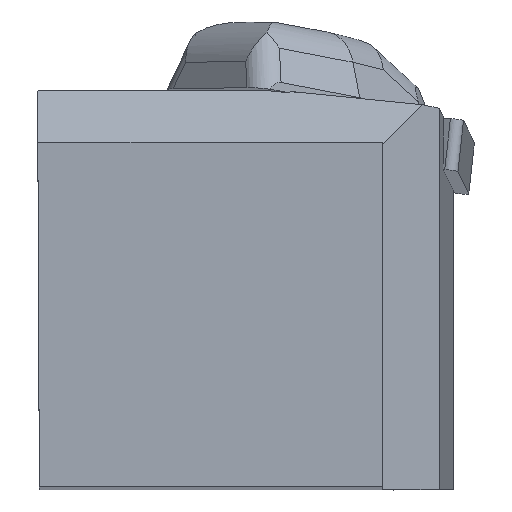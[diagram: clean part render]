
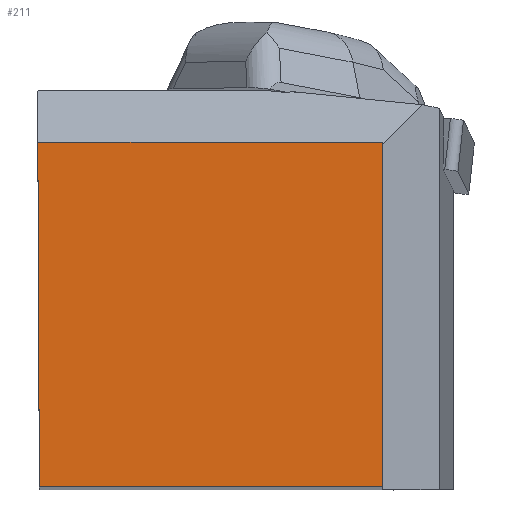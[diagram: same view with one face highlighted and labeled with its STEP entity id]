
A CAD part, top view. The second image highlights one B-rep face of the part: STEP entity #211.
In plain terms, the highlighted planar face has unit normal (0, 0, 1).
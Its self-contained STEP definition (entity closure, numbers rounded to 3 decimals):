
#149=FACE_OUTER_BOUND('',#599,.T.);
#211=ADVANCED_FACE('BLANK_BOXF006',(#149),#269,.F.);
#269=PLANE('',#1381);
#354=LINE('',#1942,#486);
#359=LINE('',#1953,#491);
#365=LINE('',#1963,#497);
#366=LINE('',#1965,#498);
#486=VECTOR('',#1571,1.);
#491=VECTOR('',#1578,1.);
#497=VECTOR('',#1586,1.);
#498=VECTOR('',#1587,1.);
#599=EDGE_LOOP('',(#753,#754,#755,#756));
#753=ORIENTED_EDGE('',*,*,#1174,.T.);
#754=ORIENTED_EDGE('',*,*,#1175,.T.);
#755=ORIENTED_EDGE('',*,*,#1163,.T.);
#756=ORIENTED_EDGE('',*,*,#1168,.T.);
#1036=VERTEX_POINT('',#1941);
#1037=VERTEX_POINT('',#1943);
#1041=VERTEX_POINT('',#1952);
#1045=VERTEX_POINT('',#1964);
#1163=EDGE_CURVE('',#1037,#1036,#354,.T.);
#1168=EDGE_CURVE('',#1036,#1041,#359,.T.);
#1174=EDGE_CURVE('',#1041,#1045,#365,.T.);
#1175=EDGE_CURVE('',#1045,#1037,#366,.T.);
#1381=AXIS2_PLACEMENT_3D('',#1966,#1588,#1589);
#1571=DIRECTION('',(0.004,-1.,0.));
#1578=DIRECTION('',(1.,0.,0.));
#1586=DIRECTION('',(0.,1.,0.));
#1587=DIRECTION('',(-1.,0.,0.));
#1588=DIRECTION('',(0.,0.,-1.));
#1589=DIRECTION('',(1.,0.,0.));
#1941=CARTESIAN_POINT('',(0.139,0.,0.));
#1942=CARTESIAN_POINT('',(-0.705,193.348,0.));
#1943=CARTESIAN_POINT('',(0.,31.85,0.));
#1952=CARTESIAN_POINT('',(31.85,0.,0.));
#1953=CARTESIAN_POINT('',(-193.35,0.,0.));
#1963=CARTESIAN_POINT('',(31.85,-193.35,0.));
#1964=CARTESIAN_POINT('',(31.85,31.85,0.));
#1965=CARTESIAN_POINT('',(193.35,31.85,0.));
#1966=CARTESIAN_POINT('',(62.35,-5.,0.));
